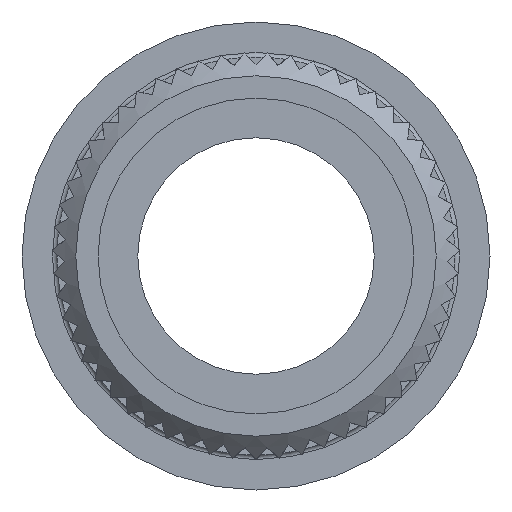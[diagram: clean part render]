
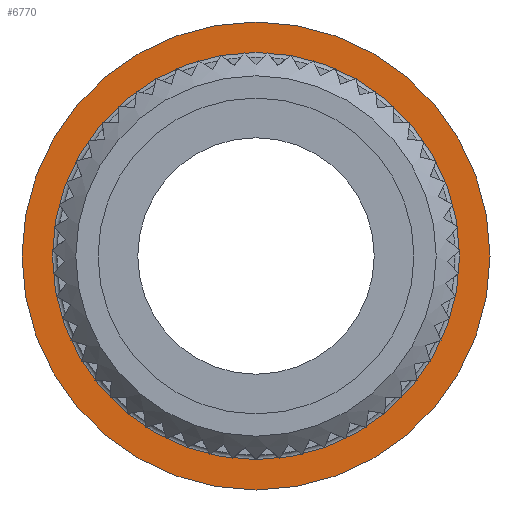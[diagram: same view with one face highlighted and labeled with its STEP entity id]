
A CAD part, front view. The second image highlights one B-rep face of the part: STEP entity #6770.
In plain terms, the highlighted planar face has unit normal (0, -1, 0).
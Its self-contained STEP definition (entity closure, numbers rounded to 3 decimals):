
#1190=ORIENTED_EDGE('',*,*,#2640,.F.);
#1191=ORIENTED_EDGE('',*,*,#2639,.T.);
#2639=EDGE_CURVE('',#3365,#3365,#3708,.T.);
#2640=EDGE_CURVE('',#3366,#3366,#3709,.T.);
#3365=VERTEX_POINT('',#9233);
#3366=VERTEX_POINT('',#9236);
#3708=CIRCLE('',#7123,10.);
#3709=CIRCLE('',#7125,8.7);
#3887=EDGE_LOOP('',(#1190));
#3888=EDGE_LOOP('',(#1191));
#4186=FACE_BOUND('',#3887,.T.);
#4187=FACE_BOUND('',#3888,.T.);
#4478=PLANE('',#7124);
#6770=ADVANCED_FACE('',(#4186,#4187),#4478,.F.);
#7123=AXIS2_PLACEMENT_3D('',#9232,#7816,#7817);
#7124=AXIS2_PLACEMENT_3D('',#9234,#7818,#7819);
#7125=AXIS2_PLACEMENT_3D('',#9235,#7820,#7821);
#7816=DIRECTION('',(0.,-1.,0.));
#7817=DIRECTION('',(0.,0.,-1.));
#7818=DIRECTION('',(0.,1.,0.));
#7819=DIRECTION('',(0.,0.,1.));
#7820=DIRECTION('',(0.,-1.,0.));
#7821=DIRECTION('',(0.,0.,-1.));
#9232=CARTESIAN_POINT('',(0.,-2.,0.));
#9233=CARTESIAN_POINT('',(0.,-2.,-10.));
#9234=CARTESIAN_POINT('',(0.,-2.,-10.));
#9235=CARTESIAN_POINT('',(0.,-2.,0.));
#9236=CARTESIAN_POINT('',(0.,-2.,-8.7));
